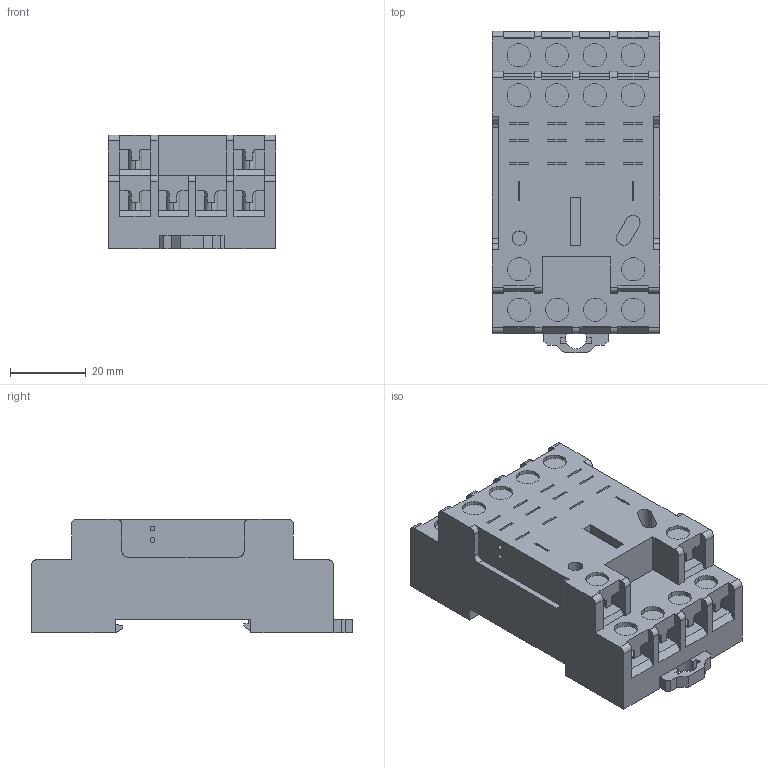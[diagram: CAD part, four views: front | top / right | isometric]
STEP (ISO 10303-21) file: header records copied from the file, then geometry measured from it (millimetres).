
FILE_DESCRIPTION(('CATIA V5R19 STEP'),'2;1');
FILE_NAME ('6829710_4_7760056227_S3D_SLD_F_4CO.stp','2015-02-12T06:54:40+00:00',('none'),('Weidmueller'),'CATIA Version 5 Release 20 SP 5 (IN-10)','CATIA V5 STEP AP214','none');
FILE_SCHEMA(('AUTOMOTIVE_DESIGN { 1 0 10303 214 1 1 1 1 }'));
Length unit declared in the file: millimetre
Products named in the file (1): 7760056227
Bounding box: 44 x 84.6 x 30 mm (x, y, z)
Volume: 78627.4 mm3; surface area: 22012.1 mm2
Topology: 2 solids, 2 shells, 469 faces, 1334 edges, 904 vertices
Faces by surface type: plane 338, cylinder 131
Entity records: 17752 total; most frequent: CARTESIAN_POINT 2907, ORIENTED_EDGE 2668, DIRECTION 1872, EDGE_CURVE 1334, VECTOR 997, LINE 997, VERTEX_POINT 904, AXIS2_PLACEMENT_3D 572
